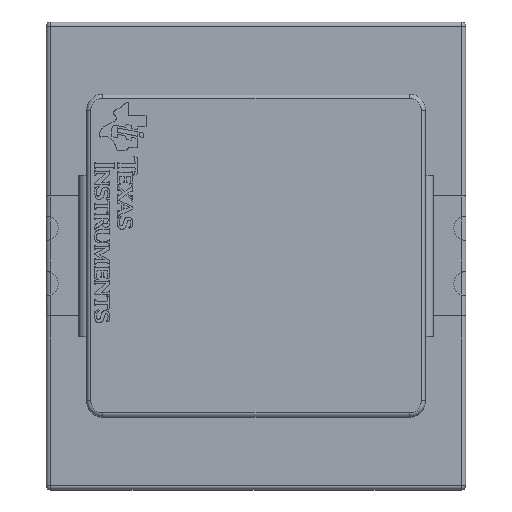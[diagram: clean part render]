
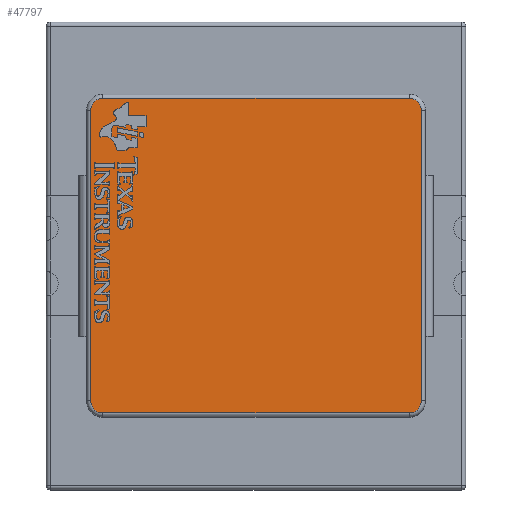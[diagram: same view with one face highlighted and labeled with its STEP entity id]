
A CAD part, top view. The second image highlights one B-rep face of the part: STEP entity #47797.
In plain terms, the highlighted planar face has unit normal (0, 0, 1).
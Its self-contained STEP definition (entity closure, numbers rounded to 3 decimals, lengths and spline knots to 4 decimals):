
#2949=CIRCLE('',#51732,0.15);
#2953=CIRCLE('',#51738,0.15);
#2957=CIRCLE('',#51744,0.15);
#2960=CIRCLE('',#51749,0.15);
#5629=FACE_OUTER_BOUND('',#8039,.T.);
#8039=EDGE_LOOP('',(#41869,#41870,#41871,#41872,#41873,#41874,#41875,#41876));
#12828=LINE('',#76111,#18038);
#12829=LINE('',#76122,#18039);
#12831=LINE('',#76134,#18041);
#12833=LINE('',#76146,#18043);
#18038=VECTOR('',#62987,10.);
#18039=VECTOR('',#63000,10.);
#18041=VECTOR('',#63014,10.);
#18043=VECTOR('',#63028,10.);
#22695=VERTEX_POINT('',#76104);
#22698=VERTEX_POINT('',#76109);
#22700=VERTEX_POINT('',#76114);
#22702=VERTEX_POINT('',#76120);
#22704=VERTEX_POINT('',#76126);
#22706=VERTEX_POINT('',#76132);
#22708=VERTEX_POINT('',#76138);
#22710=VERTEX_POINT('',#76144);
#29206=EDGE_CURVE('',#22698,#22695,#12828,.T.);
#29208=EDGE_CURVE('',#22700,#22698,#2949,.T.);
#29211=EDGE_CURVE('',#22702,#22700,#12829,.T.);
#29214=EDGE_CURVE('',#22704,#22702,#2953,.T.);
#29217=EDGE_CURVE('',#22706,#22704,#12831,.T.);
#29220=EDGE_CURVE('',#22708,#22706,#2957,.T.);
#29223=EDGE_CURVE('',#22710,#22708,#12833,.T.);
#29225=EDGE_CURVE('',#22695,#22710,#2960,.T.);
#41869=ORIENTED_EDGE('',*,*,#29206,.F.);
#41870=ORIENTED_EDGE('',*,*,#29208,.F.);
#41871=ORIENTED_EDGE('',*,*,#29211,.F.);
#41872=ORIENTED_EDGE('',*,*,#29214,.F.);
#41873=ORIENTED_EDGE('',*,*,#29217,.F.);
#41874=ORIENTED_EDGE('',*,*,#29220,.F.);
#41875=ORIENTED_EDGE('',*,*,#29223,.F.);
#41876=ORIENTED_EDGE('',*,*,#29225,.F.);
#45568=PLANE('',#51757);
#47797=ADVANCED_FACE('',(#5629),#45568,.T.);
#51732=AXIS2_PLACEMENT_3D('',#76116,#62992,#62993);
#51738=AXIS2_PLACEMENT_3D('',#76128,#63006,#63007);
#51744=AXIS2_PLACEMENT_3D('',#76140,#63020,#63021);
#51749=AXIS2_PLACEMENT_3D('',#76149,#63032,#63033);
#51757=AXIS2_PLACEMENT_3D('',#76177,#63059,#63060);
#62987=DIRECTION('',(-1.,0.,0.));
#62992=DIRECTION('center_axis',(0.,0.,-1.));
#62993=DIRECTION('ref_axis',(0.707,-0.707,0.));
#63000=DIRECTION('',(0.,-1.,0.));
#63006=DIRECTION('center_axis',(0.,0.,-1.));
#63007=DIRECTION('ref_axis',(0.707,0.707,0.));
#63014=DIRECTION('',(1.,0.,0.));
#63020=DIRECTION('center_axis',(0.,0.,-1.));
#63021=DIRECTION('ref_axis',(-0.707,0.707,0.));
#63028=DIRECTION('',(0.,1.,0.));
#63032=DIRECTION('center_axis',(0.,0.,-1.));
#63033=DIRECTION('ref_axis',(-0.707,-0.707,0.));
#63059=DIRECTION('center_axis',(0.,0.,1.));
#63060=DIRECTION('ref_axis',(1.,0.,0.));
#76104=CARTESIAN_POINT('',(-1.9,-1.95,3.14));
#76109=CARTESIAN_POINT('',(1.9,-1.95,3.14));
#76111=CARTESIAN_POINT('',(-1.05,-1.95,3.14));
#76114=CARTESIAN_POINT('',(2.05,-1.8,3.14));
#76116=CARTESIAN_POINT('Origin',(1.9,-1.8,3.14));
#76120=CARTESIAN_POINT('',(2.05,1.8,3.14));
#76122=CARTESIAN_POINT('',(2.05,-1.,3.14));
#76126=CARTESIAN_POINT('',(1.9,1.95,3.14));
#76128=CARTESIAN_POINT('Origin',(1.9,1.8,3.14));
#76132=CARTESIAN_POINT('',(-1.9,1.95,3.14));
#76134=CARTESIAN_POINT('',(1.05,1.95,3.14));
#76138=CARTESIAN_POINT('',(-2.05,1.8,3.14));
#76140=CARTESIAN_POINT('Origin',(-1.9,1.8,3.14));
#76144=CARTESIAN_POINT('',(-2.05,-1.8,3.14));
#76146=CARTESIAN_POINT('',(-2.05,1.,3.14));
#76149=CARTESIAN_POINT('Origin',(-1.9,-1.8,3.14));
#76177=CARTESIAN_POINT('Origin',(0.,0.,3.14));
